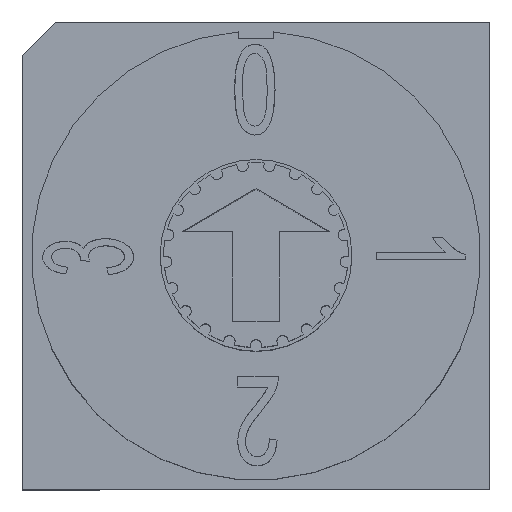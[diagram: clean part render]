
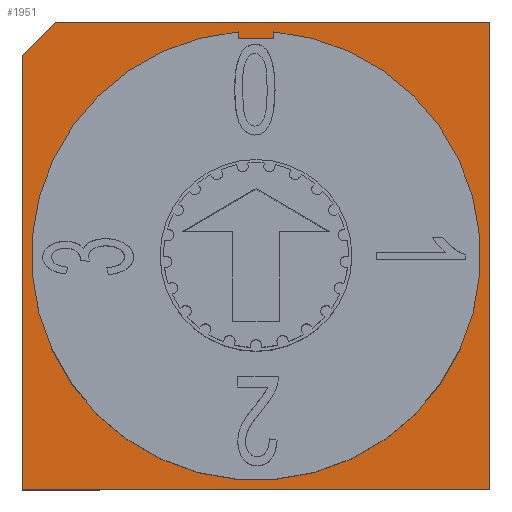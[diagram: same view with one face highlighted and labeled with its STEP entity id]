
A CAD part, top view. The second image highlights one B-rep face of the part: STEP entity #1951.
In plain terms, the highlighted planar face has unit normal (0, 0, 1).
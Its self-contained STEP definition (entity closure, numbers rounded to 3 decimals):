
#1853=CARTESIAN_POINT('',(-5.,4.293,1.525));
#1854=VERTEX_POINT('',#1853);
#1861=CARTESIAN_POINT('',(-4.293,5.,1.525));
#1862=VERTEX_POINT('',#1861);
#1863=CARTESIAN_POINT('',(-4.293,5.,1.525));
#1864=DIRECTION('',(-0.707,-0.707,0.0));
#1865=VECTOR('',#1864,1.);
#1866=LINE('',#1863,#1865);
#1867=EDGE_CURVE('',#1862,#1854,#1866,.T.);
#1878=CARTESIAN_POINT('',(0.0,0.,1.525));
#1879=DIRECTION('',(0.0,0.0,1.0));
#1880=DIRECTION('',(1.0,0.0,0.0));
#1881=AXIS2_PLACEMENT_3D('',#1878,#1879,#1880);
#1882=PLANE('',#1881);
#1883=ORIENTED_EDGE('',*,*,#1867,.T.);
#1884=CARTESIAN_POINT('',(-5.0,-5.0,1.525));
#1885=VERTEX_POINT('',#1884);
#1886=CARTESIAN_POINT('',(-5.0,-5.0,1.525));
#1887=DIRECTION('',(0.0,1.0,0.0));
#1888=VECTOR('',#1887,9.293);
#1889=LINE('',#1886,#1888);
#1890=EDGE_CURVE('',#1885,#1854,#1889,.T.);
#1891=ORIENTED_EDGE('',*,*,#1890,.F.);
#1892=CARTESIAN_POINT('',(5.0,-5.0,1.525));
#1893=VERTEX_POINT('',#1892);
#1894=CARTESIAN_POINT('',(5.0,-5.0,1.525));
#1895=DIRECTION('',(-1.0,0.0,0.0));
#1896=VECTOR('',#1895,10.0);
#1897=LINE('',#1894,#1896);
#1898=EDGE_CURVE('',#1893,#1885,#1897,.T.);
#1899=ORIENTED_EDGE('',*,*,#1898,.F.);
#1900=CARTESIAN_POINT('',(5.,5.0,1.525));
#1901=VERTEX_POINT('',#1900);
#1902=CARTESIAN_POINT('',(5.,5.0,1.525));
#1903=DIRECTION('',(0.0,-1.0,0.0));
#1904=VECTOR('',#1903,10.0);
#1905=LINE('',#1902,#1904);
#1906=EDGE_CURVE('',#1901,#1893,#1905,.T.);
#1907=ORIENTED_EDGE('',*,*,#1906,.F.);
#1908=CARTESIAN_POINT('',(-4.293,5.,1.525));
#1909=DIRECTION('',(1.0,0.0,0.0));
#1910=VECTOR('',#1909,9.293);
#1911=LINE('',#1908,#1910);
#1912=EDGE_CURVE('',#1862,#1901,#1911,.T.);
#1913=ORIENTED_EDGE('',*,*,#1912,.F.);
#1914=EDGE_LOOP('',(#1883,#1891,#1899,#1907,#1913));
#1915=FACE_OUTER_BOUND('',#1914,.T.);
#1916=CARTESIAN_POINT('',(0.38,4.644,1.525));
#1917=VERTEX_POINT('',#1916);
#1918=CARTESIAN_POINT('',(0.38,4.785,1.525));
#1919=VERTEX_POINT('',#1918);
#1920=CARTESIAN_POINT('',(0.38,4.644,1.525));
#1921=DIRECTION('',(0.0,1.0,0.0));
#1922=VECTOR('',#1921,0.141);
#1923=LINE('',#1920,#1922);
#1924=EDGE_CURVE('',#1917,#1919,#1923,.T.);
#1925=ORIENTED_EDGE('',*,*,#1924,.T.);
#1926=CARTESIAN_POINT('',(-0.38,4.785,1.525));
#1927=VERTEX_POINT('',#1926);
#1928=CARTESIAN_POINT('',(0.,0.0,1.525));
#1929=DIRECTION('',(0.0,0.0,-1.));
#1930=DIRECTION('',(0.079,-0.997,0.0));
#1931=AXIS2_PLACEMENT_3D('',#1928,#1929,#1930);
#1932=CIRCLE('',#1931,4.8);
#1933=EDGE_CURVE('',#1919,#1927,#1932,.T.);
#1934=ORIENTED_EDGE('',*,*,#1933,.T.);
#1935=CARTESIAN_POINT('',(-0.38,4.644,1.525));
#1936=VERTEX_POINT('',#1935);
#1937=CARTESIAN_POINT('',(-0.38,4.785,1.525));
#1938=DIRECTION('',(0.0,-1.0,0.0));
#1939=VECTOR('',#1938,0.141);
#1940=LINE('',#1937,#1939);
#1941=EDGE_CURVE('',#1927,#1936,#1940,.T.);
#1942=ORIENTED_EDGE('',*,*,#1941,.T.);
#1943=CARTESIAN_POINT('',(-0.38,4.644,1.525));
#1944=DIRECTION('',(1.0,0.0,0.0));
#1945=VECTOR('',#1944,0.76);
#1946=LINE('',#1943,#1945);
#1947=EDGE_CURVE('',#1936,#1917,#1946,.T.);
#1948=ORIENTED_EDGE('',*,*,#1947,.T.);
#1949=EDGE_LOOP('',(#1925,#1934,#1942,#1948));
#1950=FACE_BOUND('',#1949,.T.);
#1951=ADVANCED_FACE('',(#1915,#1950),#1882,.T.);
